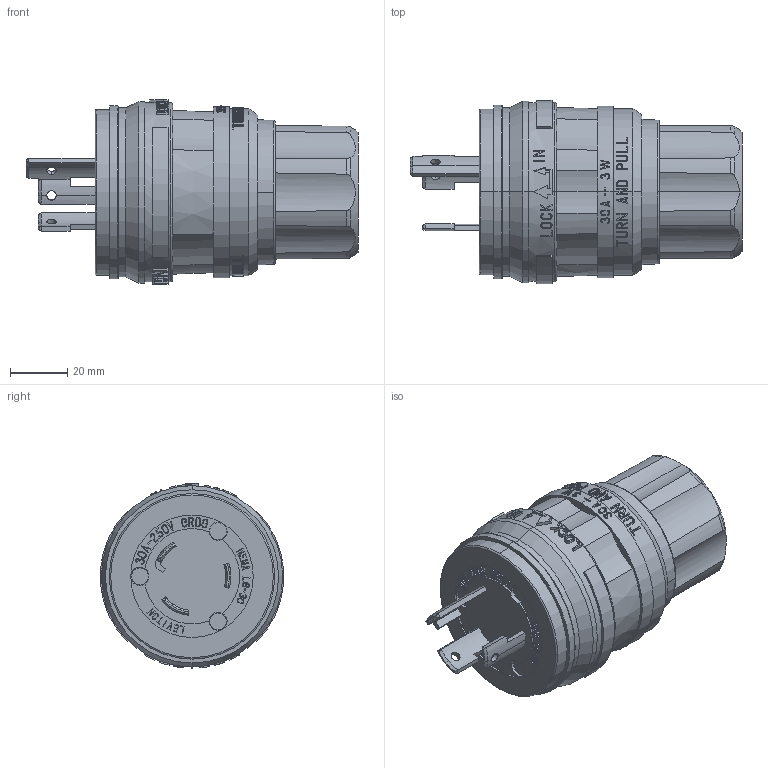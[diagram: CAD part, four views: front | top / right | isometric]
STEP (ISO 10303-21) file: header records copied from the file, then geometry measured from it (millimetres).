
FILE_DESCRIPTION (( 'STEP AP214' ), '1' );
FILE_NAME ('CATSTD-28W48-000-M01.STEP', '2021-09-15T12:56:37', ( '' ), ( '' ), 'SwSTEP 2.0', 'SolidWorks 2020', '' );
FILE_SCHEMA (( 'AUTOMOTIVE_DESIGN' ));
Length unit declared in the file: inch
Products named in the file (1): CATSTD-28W48-000-M01
Bounding box: 116.18 x 64.04 x 64.52 mm (x, y, z)
Volume: 219201.4 mm3; surface area: 24948.5 mm2
Topology: 1 solids, 1 shells, 1039 faces, 2788 edges, 1852 vertices
Faces by surface type: plane 685, cylinder 303, cone 35, torus 16
Entity records: 50638 total; most frequent: CARTESIAN_POINT 11290, ORIENTED_EDGE 5576, DIRECTION 5131, EDGE_CURVE 2788, VERTEX_POINT 1852, VECTOR 1733, LINE 1733, AXIS2_PLACEMENT_3D 1699
